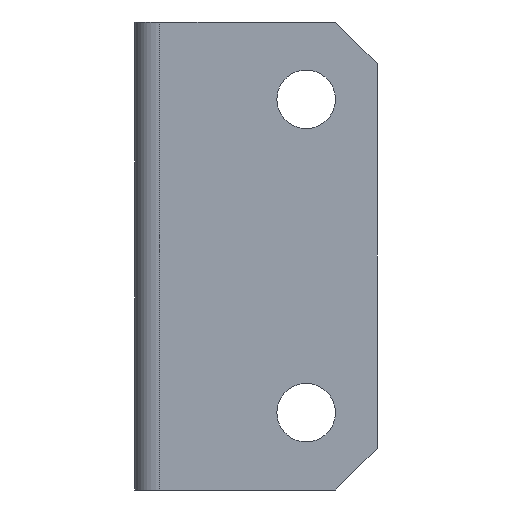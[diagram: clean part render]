
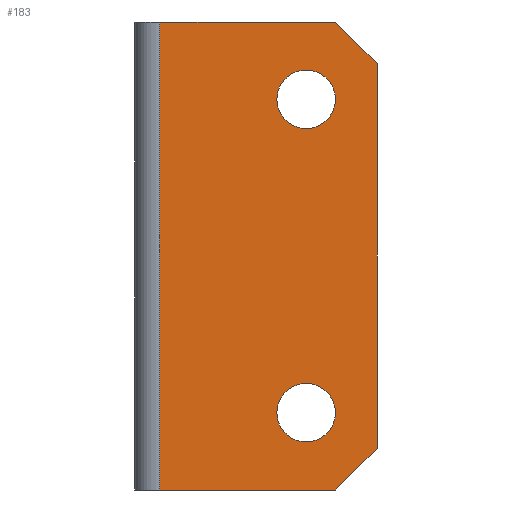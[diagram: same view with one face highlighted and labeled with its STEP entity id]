
A CAD part, front view. The second image highlights one B-rep face of the part: STEP entity #183.
In plain terms, the highlighted planar face has unit normal (0, -1, 0).
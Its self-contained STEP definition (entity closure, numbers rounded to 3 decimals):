
#2 = ORIENTED_EDGE ( 'NONE', *, *, #208, .T. ) ;
#14 = ORIENTED_EDGE ( 'NONE', *, *, #256, .F. ) ;
#45 = ORIENTED_EDGE ( 'NONE', *, *, #250, .T. ) ;
#51 = ORIENTED_EDGE ( 'NONE', *, *, #288, .T. ) ;
#56 = ORIENTED_EDGE ( 'NONE', *, *, #277, .T. ) ;
#59 = ORIENTED_EDGE ( 'NONE', *, *, #226, .T. ) ;
#67 = ORIENTED_EDGE ( 'NONE', *, *, #261, .T. ) ;
#71 = ORIENTED_EDGE ( 'NONE', *, *, #233, .T. ) ;
#83 = ORIENTED_EDGE ( 'NONE', *, *, #275, .F. ) ;
#98 = EDGE_LOOP ( 'NONE', ( #56, #71 ) ) ;
#110 = ORIENTED_EDGE ( 'NONE', *, *, #280, .T. ) ;
#183 = ADVANCED_FACE ( 'NONE', ( #678, #672, #677 ), #345, .F. ) ;
#208 = EDGE_CURVE ( 'NONE', #340, #454, #687, .T. ) ;
#211 = AXIS2_PLACEMENT_3D ( 'NONE', #556, #402, #403 ) ;
#215 = AXIS2_PLACEMENT_3D ( 'NONE', #326, #431, #397 ) ;
#218 = AXIS2_PLACEMENT_3D ( 'NONE', #394, #621, #607 ) ;
#222 = AXIS2_PLACEMENT_3D ( 'NONE', #591, #337, #648 ) ;
#226 = EDGE_CURVE ( 'NONE', #424, #340, #691, .T. ) ;
#228 = AXIS2_PLACEMENT_3D ( 'NONE', #427, #416, #417 ) ;
#233 = EDGE_CURVE ( 'NONE', #347, #342, #806, .T. ) ;
#250 = EDGE_CURVE ( 'NONE', #422, #568, #827, .T. ) ;
#256 = EDGE_CURVE ( 'NONE', #424, #380, #830, .T. ) ;
#261 = EDGE_CURVE ( 'NONE', #454, #576, #828, .T. ) ;
#275 = EDGE_CURVE ( 'NONE', #333, #576, #795, .T. ) ;
#277 = EDGE_CURVE ( 'NONE', #342, #347, #788, .T. ) ;
#280 = EDGE_CURVE ( 'NONE', #568, #422, #763, .T. ) ;
#288 = EDGE_CURVE ( 'NONE', #333, #380, #771, .T. ) ;
#314 = CARTESIAN_POINT ( 'NONE',  ( 6., 0., 0. ) ) ;
#326 = CARTESIAN_POINT ( 'NONE',  ( 0., 0., 112. ) ) ;
#330 = CARTESIAN_POINT ( 'NONE',  ( 48., 0., 112. ) ) ;
#333 = VERTEX_POINT ( 'NONE', #413 ) ;
#337 = DIRECTION ( 'NONE',  ( 0., 1., 0. ) ) ;
#340 = VERTEX_POINT ( 'NONE', #314 ) ;
#342 = VERTEX_POINT ( 'NONE', #518 ) ;
#345 = PLANE ( 'NONE',  #215 ) ;
#347 = VERTEX_POINT ( 'NONE', #529 ) ;
#367 = DIRECTION ( 'NONE',  ( 1., 0., 0. ) ) ;
#380 = VERTEX_POINT ( 'NONE', #531 ) ;
#394 = CARTESIAN_POINT ( 'NONE',  ( 41., 0., 93.5 ) ) ;
#397 = DIRECTION ( 'NONE',  ( 0., 0., 1. ) ) ;
#402 = DIRECTION ( 'NONE',  ( 0., 1., 0. ) ) ;
#403 = DIRECTION ( 'NONE',  ( 0., 0., 1. ) ) ;
#413 = CARTESIAN_POINT ( 'NONE',  ( 58., 0., 102. ) ) ;
#416 = DIRECTION ( 'NONE',  ( 0., 1., 0. ) ) ;
#417 = DIRECTION ( 'NONE',  ( 0., 0., 1. ) ) ;
#420 = CARTESIAN_POINT ( 'NONE',  ( 58., 0., 112. ) ) ;
#422 = VERTEX_POINT ( 'NONE', #510 ) ;
#424 = VERTEX_POINT ( 'NONE', #508 ) ;
#427 = CARTESIAN_POINT ( 'NONE',  ( 41., 0., 93.5 ) ) ;
#430 = DIRECTION ( 'NONE',  ( 0., 0., -1. ) ) ;
#431 = DIRECTION ( 'NONE',  ( 0., 1., 0. ) ) ;
#454 = VERTEX_POINT ( 'NONE', #502 ) ;
#482 = CARTESIAN_POINT ( 'NONE',  ( 58., 0., 10. ) ) ;
#485 = CARTESIAN_POINT ( 'NONE',  ( 41., 0., 100.5 ) ) ;
#502 = CARTESIAN_POINT ( 'NONE',  ( 48., 0., 0. ) ) ;
#508 = CARTESIAN_POINT ( 'NONE',  ( 6., 0., 112. ) ) ;
#510 = CARTESIAN_POINT ( 'NONE',  ( 41., 0., 86.5 ) ) ;
#518 = CARTESIAN_POINT ( 'NONE',  ( 41., 0., 25.5 ) ) ;
#527 = DIRECTION ( 'NONE',  ( -0.707, 0., 0.707 ) ) ;
#529 = CARTESIAN_POINT ( 'NONE',  ( 41., 0., 11.5 ) ) ;
#531 = CARTESIAN_POINT ( 'NONE',  ( 48., 0., 112. ) ) ;
#556 = CARTESIAN_POINT ( 'NONE',  ( 41., 0., 18.5 ) ) ;
#568 = VERTEX_POINT ( 'NONE', #485 ) ;
#576 = VERTEX_POINT ( 'NONE', #482 ) ;
#581 = CARTESIAN_POINT ( 'NONE',  ( 58., 0., 10. ) ) ;
#585 = CARTESIAN_POINT ( 'NONE',  ( 0., 0., 112. ) ) ;
#591 = CARTESIAN_POINT ( 'NONE',  ( 41., 0., 18.5 ) ) ;
#605 = CARTESIAN_POINT ( 'NONE',  ( 6., 0., 112. ) ) ;
#607 = DIRECTION ( 'NONE',  ( 0., 0., 1. ) ) ;
#617 = DIRECTION ( 'NONE',  ( 0., 0., -1. ) ) ;
#619 = DIRECTION ( 'NONE',  ( 0.707, 0., 0.707 ) ) ;
#621 = DIRECTION ( 'NONE',  ( 0., 1., 0. ) ) ;
#639 = CARTESIAN_POINT ( 'NONE',  ( 0., 0., 0. ) ) ;
#648 = DIRECTION ( 'NONE',  ( 0., 0., 1. ) ) ;
#655 = DIRECTION ( 'NONE',  ( 1., 0., 0. ) ) ;
#672 = FACE_BOUND ( 'NONE', #98, .T. ) ;
#677 = FACE_OUTER_BOUND ( 'NONE', #709, .T. ) ;
#678 = FACE_BOUND ( 'NONE', #752, .T. ) ;
#687 = LINE ( 'NONE', #639, #688 ) ;
#688 = VECTOR ( 'NONE', #655, 1000. ) ;
#691 = LINE ( 'NONE', #605, #692 ) ;
#692 = VECTOR ( 'NONE', #617, 1000. ) ;
#709 = EDGE_LOOP ( 'NONE', ( #14, #59, #2, #67, #83, #51 ) ) ;
#752 = EDGE_LOOP ( 'NONE', ( #110, #45 ) ) ;
#763 = CIRCLE ( 'NONE', #228, 7. ) ;
#771 = LINE ( 'NONE', #330, #772 ) ;
#772 = VECTOR ( 'NONE', #527, 1000. ) ;
#788 = CIRCLE ( 'NONE', #211, 7. ) ;
#794 = VECTOR ( 'NONE', #430, 1000. ) ;
#795 = LINE ( 'NONE', #420, #794 ) ;
#806 = CIRCLE ( 'NONE', #222, 7. ) ;
#814 = VECTOR ( 'NONE', #619, 1000. ) ;
#827 = CIRCLE ( 'NONE', #218, 7. ) ;
#828 = LINE ( 'NONE', #581, #814 ) ;
#829 = VECTOR ( 'NONE', #367, 1000. ) ;
#830 = LINE ( 'NONE', #585, #829 ) ;
